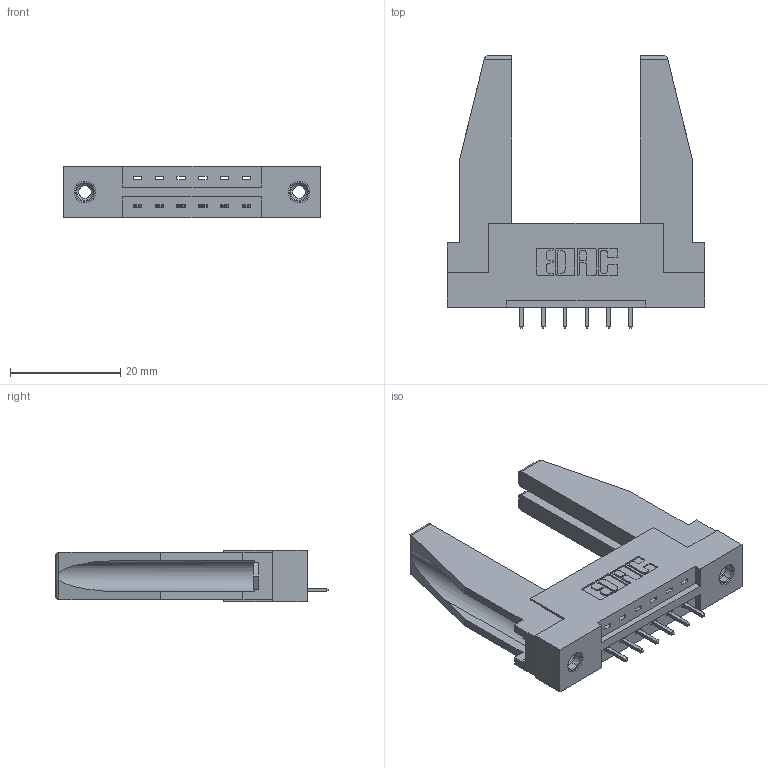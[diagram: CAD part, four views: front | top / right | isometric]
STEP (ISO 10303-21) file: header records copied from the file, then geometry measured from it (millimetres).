
FILE_DESCRIPTION (( 'STEP AP203' ), '1' );
FILE_NAME ('387-006-521-178.STEP', '2019-10-02T00:29:10', ( '' ), ( '' ), 'SwSTEP 2.0', 'SolidWorks 2016', '' );
FILE_SCHEMA (( 'CONFIG_CONTROL_DESIGN' ));
Length unit declared in the file: inch
Products named in the file (5): 337 Part_Flush Mounting Lugs - 0.156 Dia-TI; 307-220-078; 387-006-521-178; 345-250-001_345-250-001-102; 345-292-001_345-293-121
Assembly tree (11 placements, depth 2):
  387-006-521-178
    337 Part_Flush Mounting Lugs - 0.156 Dia-TI
    345-292-001_345-293-121  x6
    345-250-001_345-250-001-102  x2
    307-220-078  x2
Bounding box: 46.79 x 49.54 x 9.4 mm (x, y, z)
Volume: 8388.5 mm3; surface area: 8106.4 mm2
Topology: 11 solids, 11 shells, 616 faces, 1769 edges, 1162 vertices
Faces by surface type: plane 430, cylinder 170, cone 12, torus 4
Entity records: 11574 total; most frequent: CARTESIAN_POINT 2006, ORIENTED_EDGE 1904, DIRECTION 1772, EDGE_CURVE 952, LINE 786, VECTOR 786, VERTEX_POINT 628, AXIS2_PLACEMENT_3D 493
